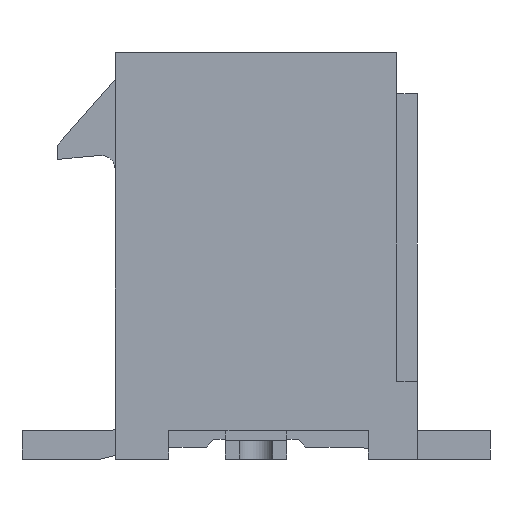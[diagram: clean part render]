
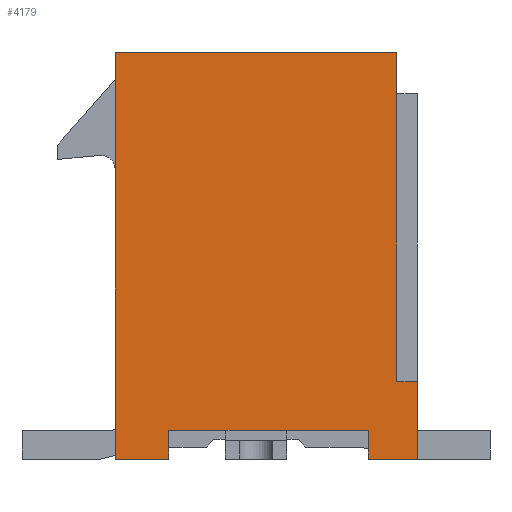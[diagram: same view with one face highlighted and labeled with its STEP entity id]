
A CAD part, front view. The second image highlights one B-rep face of the part: STEP entity #4179.
In plain terms, the highlighted face is planar.
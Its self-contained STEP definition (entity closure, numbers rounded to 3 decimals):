
#469=ORIENTED_EDGE('',*,*,#1530,.F.);
#470=ORIENTED_EDGE('',*,*,#1528,.F.);
#471=ORIENTED_EDGE('',*,*,#1624,.F.);
#472=ORIENTED_EDGE('',*,*,#1625,.F.);
#473=ORIENTED_EDGE('',*,*,#1613,.T.);
#474=ORIENTED_EDGE('',*,*,#1361,.T.);
#475=ORIENTED_EDGE('',*,*,#1626,.T.);
#476=ORIENTED_EDGE('',*,*,#1496,.F.);
#477=ORIENTED_EDGE('',*,*,#1500,.F.);
#478=ORIENTED_EDGE('',*,*,#1441,.F.);
#1361=EDGE_CURVE('',#1972,#1971,#2375,.T.);
#1441=EDGE_CURVE('',#2045,#2046,#2451,.T.);
#1496=EDGE_CURVE('',#2095,#2096,#2506,.T.);
#1500=EDGE_CURVE('',#2046,#2095,#2510,.T.);
#1528=EDGE_CURVE('',#2119,#2113,#2538,.T.);
#1530=EDGE_CURVE('',#2113,#2045,#2539,.T.);
#1613=EDGE_CURVE('',#2180,#1972,#2622,.T.);
#1624=EDGE_CURVE('',#2185,#2119,#2633,.T.);
#1625=EDGE_CURVE('',#2180,#2185,#2634,.T.);
#1626=EDGE_CURVE('',#1971,#2096,#2635,.T.);
#1971=VERTEX_POINT('',#5979);
#1972=VERTEX_POINT('',#5981);
#2045=VERTEX_POINT('',#6141);
#2046=VERTEX_POINT('',#6143);
#2095=VERTEX_POINT('',#6252);
#2096=VERTEX_POINT('',#6254);
#2113=VERTEX_POINT('',#6302);
#2119=VERTEX_POINT('',#6314);
#2180=VERTEX_POINT('',#6469);
#2185=VERTEX_POINT('',#6487);
#2375=LINE('',#5980,#2961);
#2451=LINE('',#6142,#3037);
#2506=LINE('',#6253,#3092);
#2510=LINE('',#6260,#3096);
#2538=LINE('',#6315,#3124);
#2539=LINE('',#6318,#3125);
#2622=LINE('',#6468,#3208);
#2633=LINE('',#6488,#3219);
#2634=LINE('',#6490,#3220);
#2635=LINE('',#6491,#3221);
#2961=VECTOR('',#4864,1000.);
#3037=VECTOR('',#4964,1000.);
#3092=VECTOR('',#5031,1000.);
#3096=VECTOR('',#5037,1000.);
#3124=VECTOR('',#5075,1000.);
#3125=VECTOR('',#5080,1000.);
#3208=VECTOR('',#5177,1000.);
#3219=VECTOR('',#5194,1000.);
#3220=VECTOR('',#5197,1000.);
#3221=VECTOR('',#5198,1000.);
#3546=EDGE_LOOP('',(#469,#470,#471,#472,#473,#474,#475,#476,#477,#478));
#3772=FACE_BOUND('',#3546,.T.);
#3982=PLANE('',#4600);
#4179=ADVANCED_FACE('',(#3772),#3982,.T.);
#4600=AXIS2_PLACEMENT_3D('',#6489,#5195,#5196);
#4864=DIRECTION('',(0.,0.,1.));
#4964=DIRECTION('',(0.,0.,1.));
#5031=DIRECTION('',(0.,0.,1.));
#5037=DIRECTION('',(0.,1.,0.));
#5075=DIRECTION('',(0.,0.,1.));
#5080=DIRECTION('',(0.,-1.,0.));
#5177=DIRECTION('',(0.,-1.,0.));
#5194=DIRECTION('',(0.,1.,0.));
#5195=DIRECTION('',(-1.,0.,0.));
#5196=DIRECTION('',(0.,0.,1.));
#5197=DIRECTION('',(0.,0.,-1.));
#5198=DIRECTION('',(0.,1.,0.));
#5979=CARTESIAN_POINT('',(-4.85,-4.95,3.68));
#5980=CARTESIAN_POINT('',(-4.85,-4.95,-3.68));
#5981=CARTESIAN_POINT('',(-4.85,-4.95,-3.18));
#6141=CARTESIAN_POINT('',(-4.85,4.25,-2.48));
#6142=CARTESIAN_POINT('',(-4.85,4.25,-2.48));
#6143=CARTESIAN_POINT('',(-4.85,4.25,2.37));
#6252=CARTESIAN_POINT('',(-4.85,4.95,2.37));
#6253=CARTESIAN_POINT('',(-4.85,4.95,-3.68));
#6254=CARTESIAN_POINT('',(-4.85,4.95,3.68));
#6260=CARTESIAN_POINT('',(-4.85,4.25,2.37));
#6302=CARTESIAN_POINT('',(-4.85,4.95,-2.48));
#6314=CARTESIAN_POINT('',(-4.85,4.95,-3.68));
#6315=CARTESIAN_POINT('',(-4.85,4.95,-3.68));
#6318=CARTESIAN_POINT('',(-4.85,4.95,-2.48));
#6468=CARTESIAN_POINT('',(-4.85,-4.95,-3.18));
#6469=CARTESIAN_POINT('',(-4.85,3.05,-3.18));
#6487=CARTESIAN_POINT('',(-4.85,3.05,-3.68));
#6488=CARTESIAN_POINT('',(-4.85,-4.95,-3.68));
#6489=CARTESIAN_POINT('',(-4.85,-4.95,-3.68));
#6490=CARTESIAN_POINT('',(-4.85,3.05,-3.18));
#6491=CARTESIAN_POINT('',(-4.85,-4.95,3.68));
